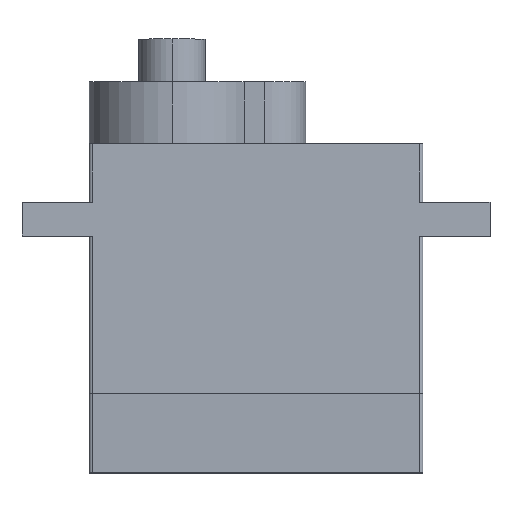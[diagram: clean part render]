
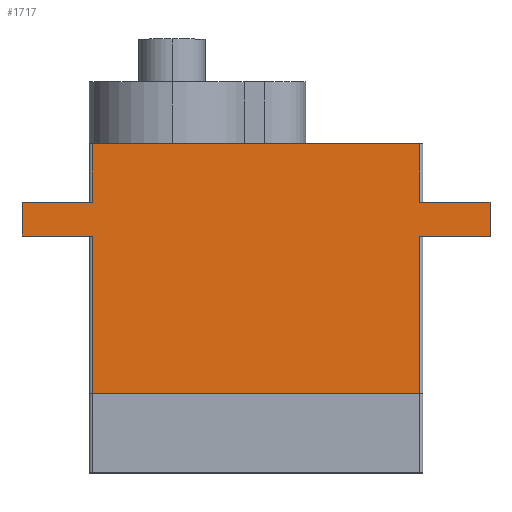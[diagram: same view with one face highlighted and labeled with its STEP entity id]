
A CAD part, top view. The second image highlights one B-rep face of the part: STEP entity #1717.
In plain terms, the highlighted planar face has unit normal (0, 0.025, 1).
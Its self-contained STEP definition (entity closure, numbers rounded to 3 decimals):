
#3 = VERTEX_POINT ( 'NONE', #1394 ) ;
#10 = CARTESIAN_POINT ( 'NONE',  ( -6.93, 2.32, 5.963 ) ) ;
#23 = VERTEX_POINT ( 'NONE', #1780 ) ;
#97 = CARTESIAN_POINT ( 'NONE',  ( 0., -10.84, 6.295 ) ) ;
#98 = ORIENTED_EDGE ( 'NONE', *, *, #2419, .F. ) ;
#138 = DIRECTION ( 'NONE',  ( 0., 1., -0.025 ) ) ;
#170 = VECTOR ( 'NONE', #1723, 1000. ) ;
#183 = DIRECTION ( 'NONE',  ( 0., -1., 0.025 ) ) ;
#233 = DIRECTION ( 'NONE',  ( 1., 0., 0. ) ) ;
#275 = CARTESIAN_POINT ( 'NONE',  ( 15.7, 6.38, 5.86 ) ) ;
#446 = VERTEX_POINT ( 'NONE', #1575 ) ;
#465 = ORIENTED_EDGE ( 'NONE', *, *, #1720, .F. ) ;
#503 = DIRECTION ( 'NONE',  ( -1., 0., 0. ) ) ;
#508 = CARTESIAN_POINT ( 'NONE',  ( 20.54, 2.32, 5.963 ) ) ;
#559 = LINE ( 'NONE', #1388, #2014 ) ;
#663 = ORIENTED_EDGE ( 'NONE', *, *, #1405, .T. ) ;
#734 = LINE ( 'NONE', #964, #2139 ) ;
#736 = DIRECTION ( 'NONE',  ( 0., 1., -0.025 ) ) ;
#748 = LINE ( 'NONE', #1200, #1771 ) ;
#764 = VECTOR ( 'NONE', #233, 1000. ) ;
#783 = CARTESIAN_POINT ( 'NONE',  ( -11.77, 6.38, 5.86 ) ) ;
#870 = EDGE_CURVE ( 'NONE', #446, #1807, #2188, .T. ) ;
#884 = EDGE_CURVE ( 'NONE', #1937, #2084, #748, .T. ) ;
#931 = EDGE_CURVE ( 'NONE', #23, #1517, #2578, .T. ) ;
#958 = CARTESIAN_POINT ( 'NONE',  ( -11.77, 0., 6.021 ) ) ;
#964 = CARTESIAN_POINT ( 'NONE',  ( -6.93, -10.84, 6.295 ) ) ;
#972 = FACE_OUTER_BOUND ( 'NONE', #1656, .T. ) ;
#1017 = CARTESIAN_POINT ( 'NONE',  ( -11.77, 2.32, 5.963 ) ) ;
#1084 = CARTESIAN_POINT ( 'NONE',  ( -6.93, -10.84, 6.295 ) ) ;
#1098 = EDGE_CURVE ( 'NONE', #1129, #1787, #2057, .T. ) ;
#1107 = DIRECTION ( 'NONE',  ( -1., 0., 0. ) ) ;
#1116 = LINE ( 'NONE', #2301, #2386 ) ;
#1129 = VERTEX_POINT ( 'NONE', #10 ) ;
#1154 = LINE ( 'NONE', #1460, #764 ) ;
#1177 = CARTESIAN_POINT ( 'NONE',  ( 20.54, 6.38, 5.86 ) ) ;
#1200 = CARTESIAN_POINT ( 'NONE',  ( 20.54, 6.38, 5.86 ) ) ;
#1216 = ORIENTED_EDGE ( 'NONE', *, *, #1259, .T. ) ;
#1259 = EDGE_CURVE ( 'NONE', #2084, #23, #1116, .T. ) ;
#1265 = ORIENTED_EDGE ( 'NONE', *, *, #931, .T. ) ;
#1312 = EDGE_CURVE ( 'NONE', #2546, #1532, #734, .T. ) ;
#1340 = ORIENTED_EDGE ( 'NONE', *, *, #884, .T. ) ;
#1368 = VECTOR ( 'NONE', #2202, 1000. ) ;
#1378 = CARTESIAN_POINT ( 'NONE',  ( 15.7, 0., 6.021 ) ) ;
#1385 = CARTESIAN_POINT ( 'NONE',  ( 15.7, 0., 6.021 ) ) ;
#1388 = CARTESIAN_POINT ( 'NONE',  ( -11.77, 0., 6.021 ) ) ;
#1394 = CARTESIAN_POINT ( 'NONE',  ( -6.93, 6.38, 5.86 ) ) ;
#1405 = EDGE_CURVE ( 'NONE', #1807, #1937, #1154, .T. ) ;
#1460 = CARTESIAN_POINT ( 'NONE',  ( 15.9, 0., 6.021 ) ) ;
#1471 = CARTESIAN_POINT ( 'NONE',  ( 20.54, 0., 6.021 ) ) ;
#1516 = LINE ( 'NONE', #97, #170 ) ;
#1517 = VERTEX_POINT ( 'NONE', #275 ) ;
#1524 = VECTOR ( 'NONE', #1851, 1000. ) ;
#1532 = VERTEX_POINT ( 'NONE', #1084 ) ;
#1575 = CARTESIAN_POINT ( 'NONE',  ( 15.7, -10.84, 6.295 ) ) ;
#1592 = DIRECTION ( 'NONE',  ( 0., 1., -0.025 ) ) ;
#1608 = VECTOR ( 'NONE', #2257, 1000. ) ;
#1615 = EDGE_CURVE ( 'NONE', #1517, #3, #2093, .T. ) ;
#1656 = EDGE_LOOP ( 'NONE', ( #2426, #1823, #98, #2400, #663, #1340, #1216, #1265, #2527, #1848, #2430, #465 ) ) ;
#1717 = ADVANCED_FACE ( 'NONE', ( #972 ), #2574, .T. ) ;
#1720 = EDGE_CURVE ( 'NONE', #2101, #1787, #2177, .T. ) ;
#1723 = DIRECTION ( 'NONE',  ( -1., 0., 0. ) ) ;
#1748 = EDGE_CURVE ( 'NONE', #2101, #2546, #559, .T. ) ;
#1771 = VECTOR ( 'NONE', #1592, 1000. ) ;
#1780 = CARTESIAN_POINT ( 'NONE',  ( 15.7, 2.32, 5.963 ) ) ;
#1786 = CARTESIAN_POINT ( 'NONE',  ( -11.77, 2.32, 5.963 ) ) ;
#1787 = VERTEX_POINT ( 'NONE', #1786 ) ;
#1806 = VECTOR ( 'NONE', #138, 1000. ) ;
#1807 = VERTEX_POINT ( 'NONE', #1378 ) ;
#1823 = ORIENTED_EDGE ( 'NONE', *, *, #1312, .T. ) ;
#1848 = ORIENTED_EDGE ( 'NONE', *, *, #1928, .T. ) ;
#1851 = DIRECTION ( 'NONE',  ( -1., 0., 0. ) ) ;
#1908 = CARTESIAN_POINT ( 'NONE',  ( 20.54, 6.38, 5.86 ) ) ;
#1928 = EDGE_CURVE ( 'NONE', #3, #1129, #2434, .T. ) ;
#1937 = VERTEX_POINT ( 'NONE', #1471 ) ;
#1995 = DIRECTION ( 'NONE',  ( 0., 0.025, 1. ) ) ;
#2014 = VECTOR ( 'NONE', #2164, 1000. ) ;
#2033 = CARTESIAN_POINT ( 'NONE',  ( -6.93, 2.32, 5.963 ) ) ;
#2057 = LINE ( 'NONE', #1017, #1524 ) ;
#2084 = VERTEX_POINT ( 'NONE', #508 ) ;
#2093 = LINE ( 'NONE', #1908, #2387 ) ;
#2101 = VERTEX_POINT ( 'NONE', #958 ) ;
#2139 = VECTOR ( 'NONE', #2354, 1000. ) ;
#2164 = DIRECTION ( 'NONE',  ( 1., 0., 0. ) ) ;
#2177 = LINE ( 'NONE', #783, #1368 ) ;
#2188 = LINE ( 'NONE', #1385, #2595 ) ;
#2202 = DIRECTION ( 'NONE',  ( 0., 1., -0.025 ) ) ;
#2220 = AXIS2_PLACEMENT_3D ( 'NONE', #1177, #1995, #183 ) ;
#2257 = DIRECTION ( 'NONE',  ( 0., -1., 0.025 ) ) ;
#2301 = CARTESIAN_POINT ( 'NONE',  ( 15.9, 2.32, 5.963 ) ) ;
#2345 = CARTESIAN_POINT ( 'NONE',  ( 15.7, 6.38, 5.86 ) ) ;
#2354 = DIRECTION ( 'NONE',  ( 0., -1., 0.025 ) ) ;
#2386 = VECTOR ( 'NONE', #503, 1000. ) ;
#2387 = VECTOR ( 'NONE', #1107, 1000. ) ;
#2400 = ORIENTED_EDGE ( 'NONE', *, *, #870, .T. ) ;
#2419 = EDGE_CURVE ( 'NONE', #446, #1532, #1516, .T. ) ;
#2426 = ORIENTED_EDGE ( 'NONE', *, *, #1748, .T. ) ;
#2430 = ORIENTED_EDGE ( 'NONE', *, *, #1098, .T. ) ;
#2434 = LINE ( 'NONE', #2033, #1608 ) ;
#2527 = ORIENTED_EDGE ( 'NONE', *, *, #1615, .T. ) ;
#2537 = CARTESIAN_POINT ( 'NONE',  ( -6.93, 0., 6.021 ) ) ;
#2546 = VERTEX_POINT ( 'NONE', #2537 ) ;
#2574 = PLANE ( 'NONE',  #2220 ) ;
#2578 = LINE ( 'NONE', #2345, #1806 ) ;
#2595 = VECTOR ( 'NONE', #736, 1000. ) ;
